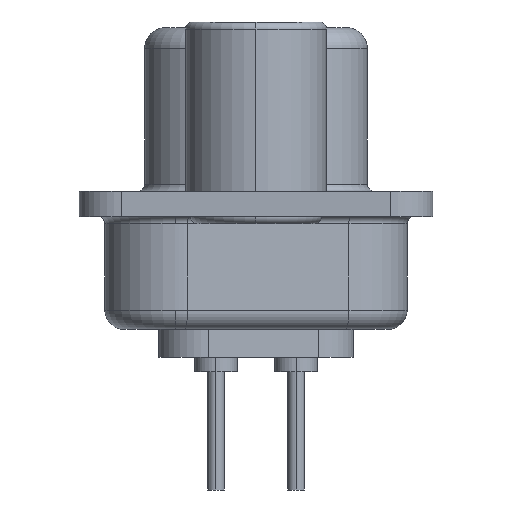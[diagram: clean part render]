
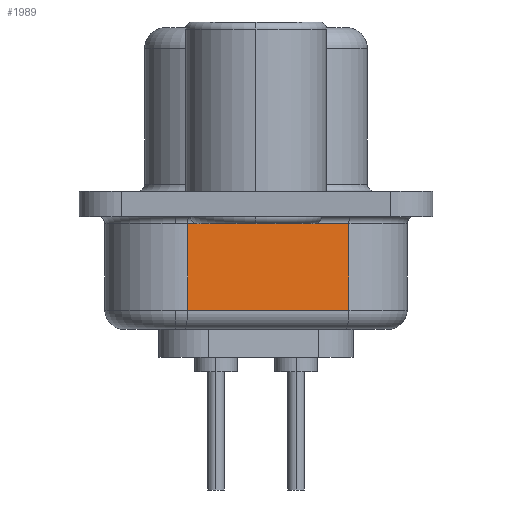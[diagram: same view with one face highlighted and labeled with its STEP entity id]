
A CAD part, left-side view. The second image highlights one B-rep face of the part: STEP entity #1989.
In plain terms, the highlighted planar face has unit normal (-0.985, -0.174, 0).
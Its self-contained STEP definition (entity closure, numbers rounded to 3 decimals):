
#10 = LINE ( 'NONE', #2544, #103 ) ;
#103 = VECTOR ( 'NONE', #2545, 1000. ) ;
#351 = LINE ( 'NONE', #2675, #549 ) ;
#549 = VECTOR ( 'NONE', #2679, 1000. ) ;
#635 = FACE_OUTER_BOUND ( 'NONE', #5893, .T. ) ;
#750 = AXIS2_PLACEMENT_3D ( 'NONE', #3289, #3300, #3301 ) ;
#767 = EDGE_CURVE ( 'NONE', #5787, #6147, #5826, .T. ) ;
#1331 = EDGE_CURVE ( 'NONE', #6147, #6474, #6495, .T. ) ;
#1611 = EDGE_CURVE ( 'NONE', #6151, #6474, #10, .T. ) ;
#1761 = EDGE_CURVE ( 'NONE', #6151, #5787, #351, .T. ) ;
#1989 = ADVANCED_FACE ( 'NONE', ( #635 ), #3298, .F. ) ;
#2287 = CARTESIAN_POINT ( 'NONE',  ( -9.552, 2.426, -0.7 ) ) ;
#2288 = DIRECTION ( 'NONE',  ( -0.174, 0.985, 0. ) ) ;
#2544 = CARTESIAN_POINT ( 'NONE',  ( -9.552, 2.426, -4.45 ) ) ;
#2545 = DIRECTION ( 'NONE',  ( 0., 0., 1. ) ) ;
#2675 = CARTESIAN_POINT ( 'NONE',  ( -8.543, -3.294, -3.775 ) ) ;
#2679 = DIRECTION ( 'NONE',  ( 0.174, -0.985, 0. ) ) ;
#3289 = CARTESIAN_POINT ( 'NONE',  ( -9.552, 2.426, -4.45 ) ) ;
#3298 = PLANE ( 'NONE',  #750 ) ;
#3300 = DIRECTION ( 'NONE',  ( 0.985, 0.174, 0. ) ) ;
#3301 = DIRECTION ( 'NONE',  ( -0.174, 0.985, 0. ) ) ;
#3869 = DIRECTION ( 'NONE',  ( 0., 0., 1. ) ) ;
#3980 = CARTESIAN_POINT ( 'NONE',  ( -8.543, -3.294, -3.775 ) ) ;
#4080 = CARTESIAN_POINT ( 'NONE',  ( -9.552, 2.426, -3.775 ) ) ;
#4082 = CARTESIAN_POINT ( 'NONE',  ( -8.543, -3.294, -0.7 ) ) ;
#4177 = CARTESIAN_POINT ( 'NONE',  ( -9.552, 2.426, -0.7 ) ) ;
#4304 = CARTESIAN_POINT ( 'NONE',  ( -8.543, -3.294, -4.45 ) ) ;
#4921 = ORIENTED_EDGE ( 'NONE', *, *, #767, .T. ) ;
#5014 = ORIENTED_EDGE ( 'NONE', *, *, #1761, .T. ) ;
#5283 = ORIENTED_EDGE ( 'NONE', *, *, #1611, .F. ) ;
#5334 = ORIENTED_EDGE ( 'NONE', *, *, #1331, .T. ) ;
#5579 = VECTOR ( 'NONE', #2288, 1000. ) ;
#5787 = VERTEX_POINT ( 'NONE', #3980 ) ;
#5826 = LINE ( 'NONE', #4304, #6190 ) ;
#5893 = EDGE_LOOP ( 'NONE', ( #4921, #5334, #5283, #5014 ) ) ;
#6147 = VERTEX_POINT ( 'NONE', #4082 ) ;
#6151 = VERTEX_POINT ( 'NONE', #4080 ) ;
#6190 = VECTOR ( 'NONE', #3869, 1000. ) ;
#6474 = VERTEX_POINT ( 'NONE', #4177 ) ;
#6495 = LINE ( 'NONE', #2287, #5579 ) ;
